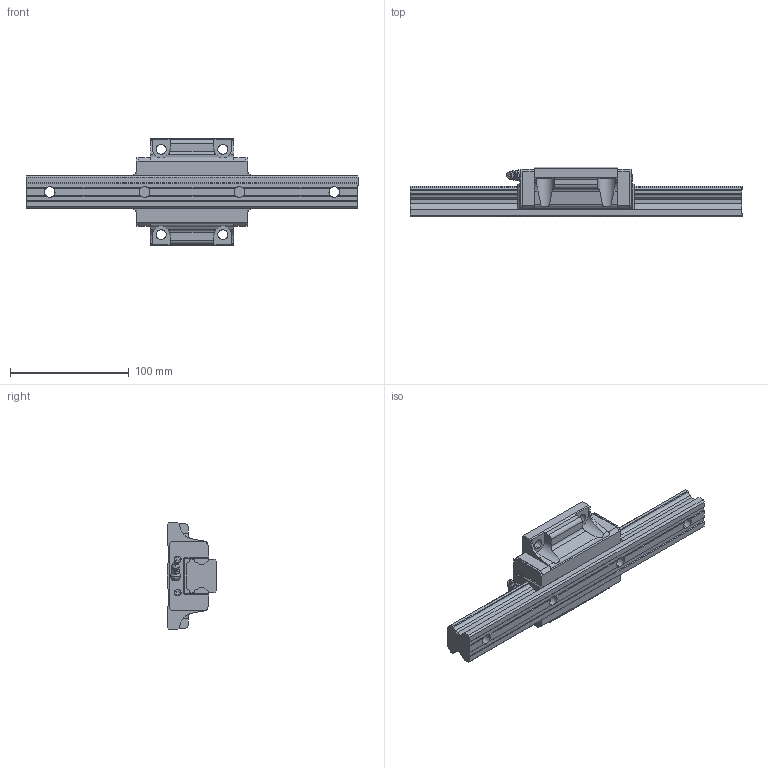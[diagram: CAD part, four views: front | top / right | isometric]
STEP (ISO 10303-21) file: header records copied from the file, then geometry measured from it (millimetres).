
FILE_DESCRIPTION (( 'STEP AP203' ), '1' );
FILE_NAME ('HSV30CSS.STEP', '2016-03-14T13:46:03', ( 'EOS' ), ( '' ), 'SwSTEP 2.0', 'SolidWorks 2016', '' );
FILE_SCHEMA (( 'CONFIG_CONTROL_DESIGN' ));
Length unit declared in the file: millimetre
Products named in the file (4): 3; HSV30C; HSV30CSS; 1
Assembly tree (3 placements, depth 2):
  HSV30CSS
    1
    HSV30C
    3
Bounding box: 280 x 42 x 90 mm (x, y, z)
Volume: 341291.5 mm3; surface area: 67437.3 mm2
Topology: 3 solids, 3 shells, 331 faces, 899 edges, 580 vertices
Faces by surface type: plane 218, cylinder 68, cone 28, bspline 17
Entity records: 11297 total; most frequent: CARTESIAN_POINT 2634, ORIENTED_EDGE 1782, DIRECTION 1652, EDGE_CURVE 891, VECTOR 612, LINE 612, VERTEX_POINT 580, AXIS2_PLACEMENT_3D 520
